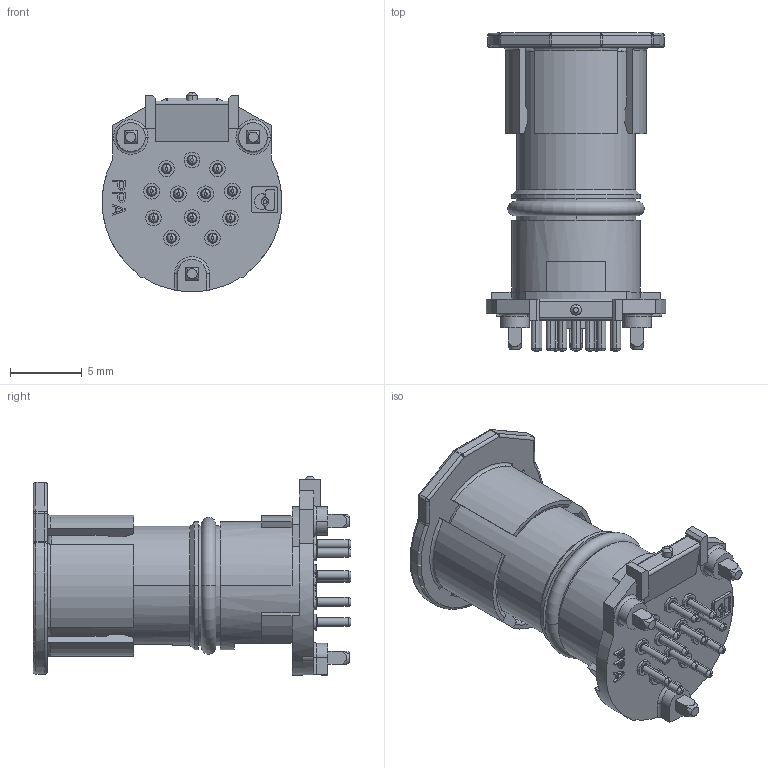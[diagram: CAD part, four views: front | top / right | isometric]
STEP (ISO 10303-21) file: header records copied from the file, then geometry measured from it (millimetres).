
FILE_DESCRIPTION((''),'2;1');
FILE_NAME('1441970_ASM','2017-02-28T',('skraut'),(''),'PRO/ENGINEER BY PARAMETRIC TECHNOLOGY CORPORATION, 2014200','PRO/ENGINEER BY PARAMETRIC TECHNOLOGY CORPORATION, 2014200','');
FILE_SCHEMA(('AUTOMOTIVE_DESIGN { 1 0 10303 214 1 1 1 1 }'));
Length unit declared in the file: millimetre
Products named in the file (3): BS-12S2NB20000; 415910_32; 1441970_ASM
Assembly tree (2 placements, depth 2):
  1441970_ASM
    BS-12S2NB20000
    415910_32
Bounding box: 12.5 x 22.1 x 13.84 mm (x, y, z)
Volume: 1365.2 mm3; surface area: 1708.1 mm2
Topology: 2 solids, 2 shells, 486 faces, 1190 edges, 756 vertices
Faces by surface type: plane 201, cylinder 139, torus 62, cone 42, bspline 24, extrusion 10, sphere 8
Entity records: 15504 total; most frequent: CARTESIAN_POINT 3484, DIRECTION 2506, ORIENTED_EDGE 2364, EDGE_CURVE 1182, AXIS2_PLACEMENT_3D 963, VERTEX_POINT 756, VECTOR 580, LINE 570
